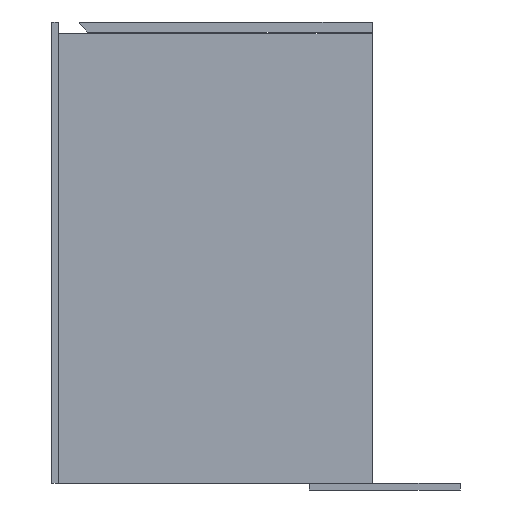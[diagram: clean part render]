
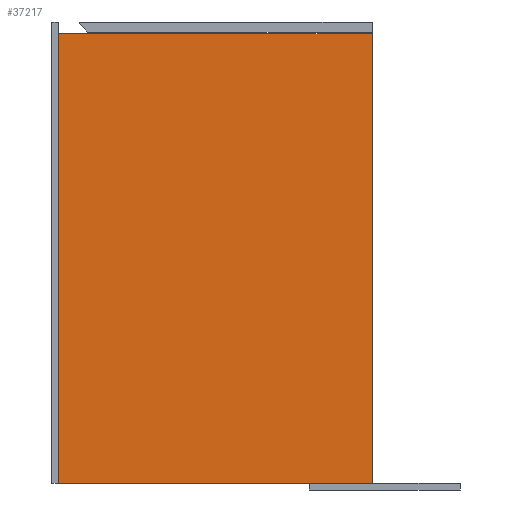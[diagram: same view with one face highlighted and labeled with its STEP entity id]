
A CAD part, left-side view. The second image highlights one B-rep face of the part: STEP entity #37217.
In plain terms, the highlighted planar face has unit normal (-1, 0, 0).
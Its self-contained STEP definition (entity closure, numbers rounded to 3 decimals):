
#260 = CARTESIAN_POINT ( 'NONE',  ( 2., 910.337, -550. ) ) ;
#1478 = CARTESIAN_POINT ( 'NONE',  ( 2., 0., -550. ) ) ;
#7711 = VECTOR ( 'NONE', #18262, 1000. ) ;
#8161 = AXIS2_PLACEMENT_3D ( 'NONE', #50558, #10130, #28121 ) ;
#8492 = EDGE_LOOP ( 'NONE', ( #48813, #38411, #56431, #42620 ) ) ;
#10063 = DIRECTION ( 'NONE',  ( 0., -1., 0. ) ) ;
#10130 = DIRECTION ( 'NONE',  ( 1., 0., 0. ) ) ;
#10612 = VERTEX_POINT ( 'NONE', #42335 ) ;
#12007 = VECTOR ( 'NONE', #55786, 1000. ) ;
#12521 = VERTEX_POINT ( 'NONE', #57653 ) ;
#13555 = CARTESIAN_POINT ( 'NONE',  ( 2., 374., -550. ) ) ;
#14568 = FACE_OUTER_BOUND ( 'NONE', #8492, .T. ) ;
#15917 = EDGE_CURVE ( 'NONE', #12521, #51688, #40683, .T. ) ;
#17268 = CARTESIAN_POINT ( 'NONE',  ( 2., 374., -14. ) ) ;
#18262 = DIRECTION ( 'NONE',  ( 0., -1., 0. ) ) ;
#19787 = LINE ( 'NONE', #37775, #12007 ) ;
#23127 = VECTOR ( 'NONE', #31543, 1000. ) ;
#23737 = EDGE_CURVE ( 'NONE', #12521, #56615, #53979, .T. ) ;
#28121 = DIRECTION ( 'NONE',  ( 0., 0., -1. ) ) ;
#31543 = DIRECTION ( 'NONE',  ( 0., 0., 1. ) ) ;
#32489 = LINE ( 'NONE', #50494, #32709 ) ;
#32554 = PLANE ( 'NONE',  #8161 ) ;
#32709 = VECTOR ( 'NONE', #10063, 1000. ) ;
#37217 = ADVANCED_FACE ( 'NONE', ( #14568 ), #32554, .F. ) ;
#37775 = CARTESIAN_POINT ( 'NONE',  ( 2., 0., -550. ) ) ;
#38411 = ORIENTED_EDGE ( 'NONE', *, *, #15917, .T. ) ;
#40683 = LINE ( 'NONE', #260, #7711 ) ;
#42335 = CARTESIAN_POINT ( 'NONE',  ( 2., 0., -14. ) ) ;
#42620 = ORIENTED_EDGE ( 'NONE', *, *, #43930, .F. ) ;
#43930 = EDGE_CURVE ( 'NONE', #56615, #10612, #32489, .T. ) ;
#44761 = EDGE_CURVE ( 'NONE', #51688, #10612, #19787, .T. ) ;
#48813 = ORIENTED_EDGE ( 'NONE', *, *, #23737, .F. ) ;
#50494 = CARTESIAN_POINT ( 'NONE',  ( 2., 910.337, -14. ) ) ;
#50558 = CARTESIAN_POINT ( 'NONE',  ( 2., 910.337, -550. ) ) ;
#51688 = VERTEX_POINT ( 'NONE', #1478 ) ;
#53979 = LINE ( 'NONE', #13555, #23127 ) ;
#55786 = DIRECTION ( 'NONE',  ( 0., 0., 1. ) ) ;
#56431 = ORIENTED_EDGE ( 'NONE', *, *, #44761, .T. ) ;
#56615 = VERTEX_POINT ( 'NONE', #17268 ) ;
#57653 = CARTESIAN_POINT ( 'NONE',  ( 2., 374., -550. ) ) ;
